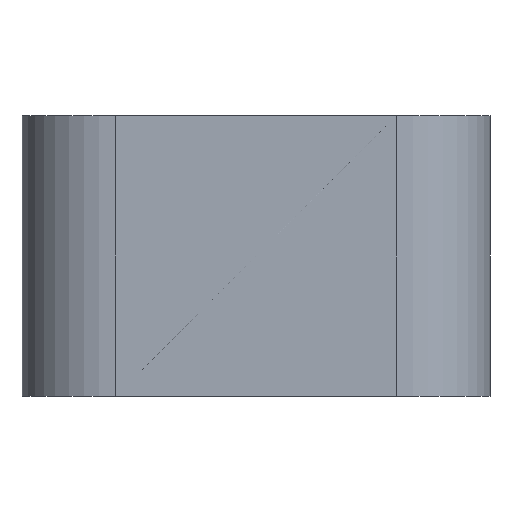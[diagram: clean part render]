
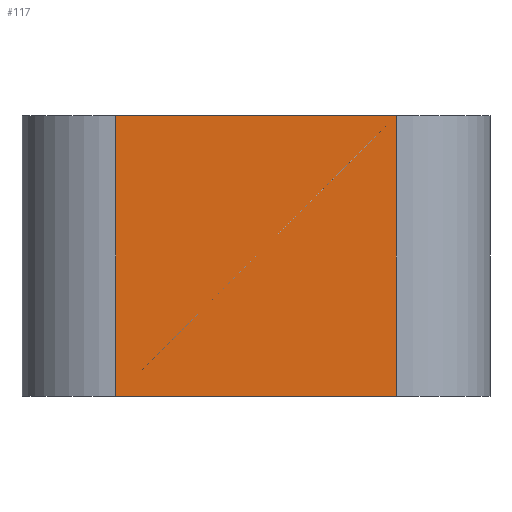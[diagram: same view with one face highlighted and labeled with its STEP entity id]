
A CAD part, left-side view. The second image highlights one B-rep face of the part: STEP entity #117.
In plain terms, the highlighted planar face has unit normal (-1, 0, 0).
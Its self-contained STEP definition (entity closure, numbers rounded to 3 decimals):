
#117 = ADVANCED_FACE( '', ( #258 ), #259, .F. );
#258 = FACE_OUTER_BOUND( '', #399, .T. );
#259 = PLANE( '', #400 );
#399 = EDGE_LOOP( '', ( #650, #651, #652, #653 ) );
#400 = AXIS2_PLACEMENT_3D( '', #654, #655, #656 );
#650 = ORIENTED_EDGE( '', *, *, #769, .T. );
#651 = ORIENTED_EDGE( '', *, *, #739, .F. );
#652 = ORIENTED_EDGE( '', *, *, #763, .F. );
#653 = ORIENTED_EDGE( '', *, *, #777, .T. );
#654 = CARTESIAN_POINT( '', ( -23., 7.5, 15. ) );
#655 = DIRECTION( '', ( 1., 0., 0. ) );
#656 = DIRECTION( '', ( 0., 0., -1. ) );
#739 = EDGE_CURVE( '', #867, #865, #869, .T. );
#763 = EDGE_CURVE( '', #908, #867, #909, .T. );
#769 = EDGE_CURVE( '', #917, #865, #918, .T. );
#777 = EDGE_CURVE( '', #908, #917, #928, .T. );
#865 = VERTEX_POINT( '', #1031 );
#867 = VERTEX_POINT( '', #1033 );
#869 = LINE( '', #1035, #1036 );
#908 = VERTEX_POINT( '', #1079 );
#909 = LINE( '', #1080, #1081 );
#917 = VERTEX_POINT( '', #1091 );
#918 = LINE( '', #1092, #1093 );
#928 = LINE( '', #1105, #1106 );
#1031 = CARTESIAN_POINT( '', ( -23., -7.5, 0. ) );
#1033 = CARTESIAN_POINT( '', ( -23., -7.5, 15. ) );
#1035 = CARTESIAN_POINT( '', ( -23., -7.5, 15. ) );
#1036 = VECTOR( '', #1201, 1000. );
#1079 = CARTESIAN_POINT( '', ( -23., 7.5, 15. ) );
#1080 = CARTESIAN_POINT( '', ( -23., 7.5, 15. ) );
#1081 = VECTOR( '', #1242, 1000. );
#1091 = CARTESIAN_POINT( '', ( -23., 7.5, 0. ) );
#1092 = CARTESIAN_POINT( '', ( -23., 7.5, 0. ) );
#1093 = VECTOR( '', #1251, 1000. );
#1105 = CARTESIAN_POINT( '', ( -23., 7.5, 15. ) );
#1106 = VECTOR( '', #1260, 1000. );
#1201 = DIRECTION( '', ( 0., 0., -1. ) );
#1242 = DIRECTION( '', ( 0., -1., 0. ) );
#1251 = DIRECTION( '', ( 0., -1., 0. ) );
#1260 = DIRECTION( '', ( 0., 0., -1. ) );
